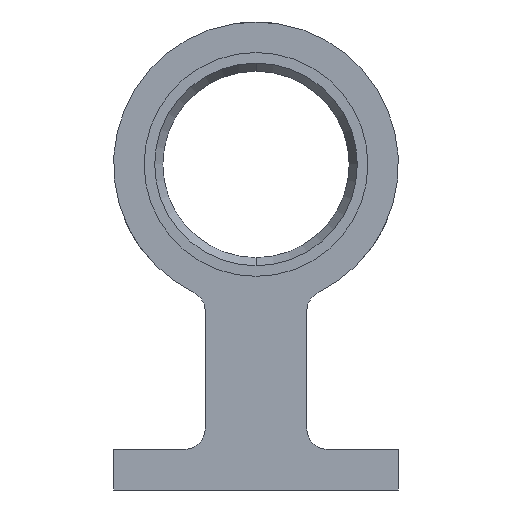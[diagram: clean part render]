
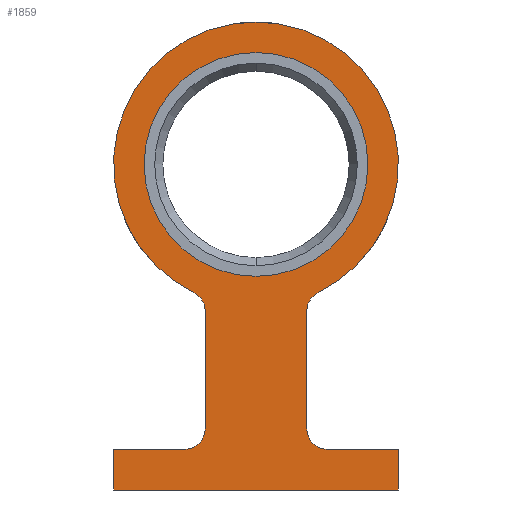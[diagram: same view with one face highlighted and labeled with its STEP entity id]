
A CAD part, left-side view. The second image highlights one B-rep face of the part: STEP entity #1859.
In plain terms, the highlighted planar face has unit normal (-1, 0, 0).
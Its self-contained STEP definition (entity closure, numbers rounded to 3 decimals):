
#76 = VECTOR ( 'NONE', #1214, 1000. ) ;
#226 = CARTESIAN_POINT ( 'NONE',  ( 0., 22.225, -50.8 ) ) ;
#294 = DIRECTION ( 'NONE',  ( 0., 0., 1. ) ) ;
#442 = CARTESIAN_POINT ( 'NONE',  ( 0., 22.225, -44.45 ) ) ;
#604 = AXIS2_PLACEMENT_3D ( 'NONE', #6970, #2462, #7747 ) ;
#646 = DIRECTION ( 'NONE',  ( 0., 1., 0. ) ) ;
#722 = EDGE_CURVE ( 'NONE', #1878, #8219, #5486, .T. ) ;
#747 = VERTEX_POINT ( 'NONE', #4412 ) ;
#854 = CIRCLE ( 'NONE', #4680, 17.463 ) ;
#881 = EDGE_CURVE ( 'NONE', #4927, #1132, #5257, .T. ) ;
#1118 = AXIS2_PLACEMENT_3D ( 'NONE', #3853, #2360, #7648 ) ;
#1124 = CARTESIAN_POINT ( 'NONE',  ( 0., 7.937, -22.84 ) ) ;
#1132 = VERTEX_POINT ( 'NONE', #226 ) ;
#1214 = DIRECTION ( 'NONE',  ( 0., -1., 0. ) ) ;
#1272 = LINE ( 'NONE', #2779, #5305 ) ;
#1359 = EDGE_LOOP ( 'NONE', ( #1836, #1805, #8445, #4829, #8679, #4779, #2245, #3250, #7988, #7445, #7742, #1376, #2740 ) ) ;
#1370 = CARTESIAN_POINT ( 'NONE',  ( 0., 11.113, -44.45 ) ) ;
#1376 = ORIENTED_EDGE ( 'NONE', *, *, #9165, .F. ) ;
#1444 = AXIS2_PLACEMENT_3D ( 'NONE', #8144, #3603, #8889 ) ;
#1484 = CARTESIAN_POINT ( 'NONE',  ( 0., -22.225, -44.45 ) ) ;
#1558 = DIRECTION ( 'NONE',  ( 0., 0., 1. ) ) ;
#1566 = CARTESIAN_POINT ( 'NONE',  ( 0., -7.937, -22.84 ) ) ;
#1606 = PLANE ( 'NONE',  #1118 ) ;
#1628 = AXIS2_PLACEMENT_3D ( 'NONE', #9354, #4833, #294 ) ;
#1805 = ORIENTED_EDGE ( 'NONE', *, *, #1899, .T. ) ;
#1836 = ORIENTED_EDGE ( 'NONE', *, *, #4760, .F. ) ;
#1839 = CARTESIAN_POINT ( 'NONE',  ( 0., 0., 0. ) ) ;
#1852 = LINE ( 'NONE', #5751, #76 ) ;
#1859 = ADVANCED_FACE ( 'NONE', ( #8543, #4301 ), #1606, .T. ) ;
#1878 = VERTEX_POINT ( 'NONE', #7712 ) ;
#1899 = EDGE_CURVE ( 'NONE', #8339, #7618, #6068, .T. ) ;
#2019 = CARTESIAN_POINT ( 'NONE',  ( 0., -7.938, -41.275 ) ) ;
#2245 = ORIENTED_EDGE ( 'NONE', *, *, #722, .T. ) ;
#2252 = CIRCLE ( 'NONE', #7323, 17.463 ) ;
#2259 = EDGE_CURVE ( 'NONE', #6675, #3248, #854, .T. ) ;
#2360 = DIRECTION ( 'NONE',  ( -1., 0., 0. ) ) ;
#2462 = DIRECTION ( 'NONE',  ( 1., 0., 0. ) ) ;
#2542 = VERTEX_POINT ( 'NONE', #2019 ) ;
#2564 = EDGE_CURVE ( 'NONE', #747, #7278, #5475, .T. ) ;
#2600 = DIRECTION ( 'NONE',  ( 0., 0., 1. ) ) ;
#2716 = EDGE_CURVE ( 'NONE', #1132, #8434, #2989, .T. ) ;
#2740 = ORIENTED_EDGE ( 'NONE', *, *, #7827, .T. ) ;
#2779 = CARTESIAN_POINT ( 'NONE',  ( 0., 7.938, -44.45 ) ) ;
#2811 = DIRECTION ( 'NONE',  ( 0., 0., -1. ) ) ;
#2910 = CARTESIAN_POINT ( 'NONE',  ( 0., 11.113, -41.275 ) ) ;
#2989 = LINE ( 'NONE', #6838, #5001 ) ;
#2999 = DIRECTION ( 'NONE',  ( 1., 0., 0. ) ) ;
#3248 = VERTEX_POINT ( 'NONE', #7657 ) ;
#3250 = ORIENTED_EDGE ( 'NONE', *, *, #7689, .F. ) ;
#3323 = CIRCLE ( 'NONE', #1628, 22.225 ) ;
#3472 = EDGE_CURVE ( 'NONE', #8823, #747, #6981, .T. ) ;
#3544 = CARTESIAN_POINT ( 'NONE',  ( 0., 0., 0. ) ) ;
#3588 = AXIS2_PLACEMENT_3D ( 'NONE', #7527, #2999, #8294 ) ;
#3603 = DIRECTION ( 'NONE',  ( 1., 0., 0. ) ) ;
#3665 = DIRECTION ( 'NONE',  ( 0., 0., 1. ) ) ;
#3853 = CARTESIAN_POINT ( 'NONE',  ( 0., -17.463, 0. ) ) ;
#3870 = DIRECTION ( 'NONE',  ( 0., 0., -1. ) ) ;
#3995 = CARTESIAN_POINT ( 'NONE',  ( 0., 0., 0. ) ) ;
#4301 = FACE_BOUND ( 'NONE', #9187, .T. ) ;
#4335 = DIRECTION ( 'NONE',  ( 0., 0., 1. ) ) ;
#4412 = CARTESIAN_POINT ( 'NONE',  ( 0., 9.723, -19.985 ) ) ;
#4680 = AXIS2_PLACEMENT_3D ( 'NONE', #3995, #9278, #4752 ) ;
#4752 = DIRECTION ( 'NONE',  ( 0., 0., 1. ) ) ;
#4760 = EDGE_CURVE ( 'NONE', #8339, #2542, #9821, .T. ) ;
#4779 = ORIENTED_EDGE ( 'NONE', *, *, #8869, .F. ) ;
#4829 = ORIENTED_EDGE ( 'NONE', *, *, #3472, .T. ) ;
#4833 = DIRECTION ( 'NONE',  ( -1., 0., 0. ) ) ;
#4927 = VERTEX_POINT ( 'NONE', #8874 ) ;
#5001 = VECTOR ( 'NONE', #1558, 1000. ) ;
#5257 = LINE ( 'NONE', #8397, #9262 ) ;
#5305 = VECTOR ( 'NONE', #8859, 1000. ) ;
#5332 = CIRCLE ( 'NONE', #3588, 3.175 ) ;
#5398 = ORIENTED_EDGE ( 'NONE', *, *, #7610, .F. ) ;
#5475 = CIRCLE ( 'NONE', #1444, 3.175 ) ;
#5486 = CIRCLE ( 'NONE', #9797, 3.175 ) ;
#5751 = CARTESIAN_POINT ( 'NONE',  ( 0., -22.225, -44.45 ) ) ;
#5789 = CARTESIAN_POINT ( 'NONE',  ( 0., 0., 22.225 ) ) ;
#5794 = LINE ( 'NONE', #442, #9576 ) ;
#6068 = CIRCLE ( 'NONE', #604, 3.175 ) ;
#6150 = EDGE_CURVE ( 'NONE', #7618, #8823, #3323, .T. ) ;
#6255 = CARTESIAN_POINT ( 'NONE',  ( 0., 22.225, -44.45 ) ) ;
#6581 = CARTESIAN_POINT ( 'NONE',  ( 0., -22.225, -50.8 ) ) ;
#6650 = CARTESIAN_POINT ( 'NONE',  ( 0., -11.113, -44.45 ) ) ;
#6675 = VERTEX_POINT ( 'NONE', #7806 ) ;
#6827 = VECTOR ( 'NONE', #2811, 1000. ) ;
#6838 = CARTESIAN_POINT ( 'NONE',  ( 0., 22.225, -50.8 ) ) ;
#6970 = CARTESIAN_POINT ( 'NONE',  ( 0., -11.112, -22.84 ) ) ;
#6981 = CIRCLE ( 'NONE', #7834, 22.225 ) ;
#7120 = DIRECTION ( 'NONE',  ( -1., 0., 0. ) ) ;
#7278 = VERTEX_POINT ( 'NONE', #1124 ) ;
#7323 = AXIS2_PLACEMENT_3D ( 'NONE', #1839, #7120, #2600 ) ;
#7445 = ORIENTED_EDGE ( 'NONE', *, *, #881, .F. ) ;
#7527 = CARTESIAN_POINT ( 'NONE',  ( 0., -11.113, -41.275 ) ) ;
#7610 = EDGE_CURVE ( 'NONE', #3248, #6675, #2252, .T. ) ;
#7618 = VERTEX_POINT ( 'NONE', #9378 ) ;
#7648 = DIRECTION ( 'NONE',  ( 0., 0., 1. ) ) ;
#7657 = CARTESIAN_POINT ( 'NONE',  ( 0., 0., 17.463 ) ) ;
#7689 = EDGE_CURVE ( 'NONE', #8434, #8219, #5794, .T. ) ;
#7712 = CARTESIAN_POINT ( 'NONE',  ( 0., 7.938, -41.275 ) ) ;
#7742 = ORIENTED_EDGE ( 'NONE', *, *, #8861, .F. ) ;
#7747 = DIRECTION ( 'NONE',  ( 0., 0., 1. ) ) ;
#7806 = CARTESIAN_POINT ( 'NONE',  ( 0., 0., -17.463 ) ) ;
#7827 = EDGE_CURVE ( 'NONE', #8223, #2542, #5332, .T. ) ;
#7834 = AXIS2_PLACEMENT_3D ( 'NONE', #3544, #8840, #4335 ) ;
#7856 = VERTEX_POINT ( 'NONE', #1484 ) ;
#7988 = ORIENTED_EDGE ( 'NONE', *, *, #2716, .F. ) ;
#8144 = CARTESIAN_POINT ( 'NONE',  ( 0., 11.112, -22.84 ) ) ;
#8204 = DIRECTION ( 'NONE',  ( 1., 0., 0. ) ) ;
#8219 = VERTEX_POINT ( 'NONE', #1370 ) ;
#8223 = VERTEX_POINT ( 'NONE', #6650 ) ;
#8294 = DIRECTION ( 'NONE',  ( 0., 0., 1. ) ) ;
#8299 = VECTOR ( 'NONE', #3870, 1000. ) ;
#8339 = VERTEX_POINT ( 'NONE', #1566 ) ;
#8397 = CARTESIAN_POINT ( 'NONE',  ( 0., 0., -50.8 ) ) ;
#8402 = CARTESIAN_POINT ( 'NONE',  ( 0., -7.938, -44.45 ) ) ;
#8434 = VERTEX_POINT ( 'NONE', #6255 ) ;
#8445 = ORIENTED_EDGE ( 'NONE', *, *, #6150, .T. ) ;
#8543 = FACE_OUTER_BOUND ( 'NONE', #1359, .T. ) ;
#8679 = ORIENTED_EDGE ( 'NONE', *, *, #2564, .T. ) ;
#8781 = DIRECTION ( 'NONE',  ( 0., -1., 0. ) ) ;
#8823 = VERTEX_POINT ( 'NONE', #5789 ) ;
#8839 = LINE ( 'NONE', #6581, #6827 ) ;
#8840 = DIRECTION ( 'NONE',  ( -1., 0., 0. ) ) ;
#8859 = DIRECTION ( 'NONE',  ( 0., 0., 1. ) ) ;
#8861 = EDGE_CURVE ( 'NONE', #7856, #4927, #8839, .T. ) ;
#8869 = EDGE_CURVE ( 'NONE', #1878, #7278, #1272, .T. ) ;
#8874 = CARTESIAN_POINT ( 'NONE',  ( 0., -22.225, -50.8 ) ) ;
#8889 = DIRECTION ( 'NONE',  ( 0., 0., 1. ) ) ;
#9142 = ORIENTED_EDGE ( 'NONE', *, *, #2259, .F. ) ;
#9165 = EDGE_CURVE ( 'NONE', #8223, #7856, #1852, .T. ) ;
#9187 = EDGE_LOOP ( 'NONE', ( #5398, #9142 ) ) ;
#9262 = VECTOR ( 'NONE', #646, 1000. ) ;
#9278 = DIRECTION ( 'NONE',  ( -1., 0., 0. ) ) ;
#9354 = CARTESIAN_POINT ( 'NONE',  ( 0., 0., 0. ) ) ;
#9378 = CARTESIAN_POINT ( 'NONE',  ( 0., -9.723, -19.985 ) ) ;
#9576 = VECTOR ( 'NONE', #8781, 1000. ) ;
#9797 = AXIS2_PLACEMENT_3D ( 'NONE', #2910, #8204, #3665 ) ;
#9821 = LINE ( 'NONE', #8402, #8299 ) ;
